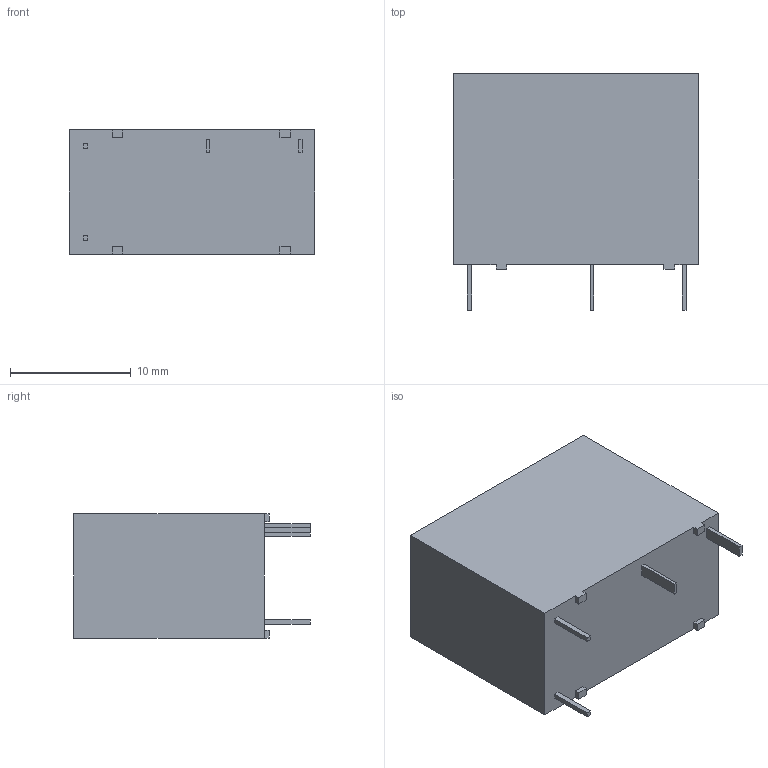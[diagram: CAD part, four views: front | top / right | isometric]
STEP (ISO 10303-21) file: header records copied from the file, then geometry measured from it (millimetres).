
FILE_DESCRIPTION (( 'STEP AP214' ), '1' );
FILE_NAME ('G5Q_EL3.step', '2016-11-24T01:48:31', ( 'OSMC1.0 ' ), ( ' ' ), 'SwSTEP 2.0', 'SolidWorks 2002025', '' );
FILE_SCHEMA (( 'AUTOMOTIVE_DESIGN' ));
Length unit declared in the file: millimetre
Products named in the file (1): G5Q_EL3
Bounding box: 20.3 x 19.6 x 10.3 mm (x, y, z)
Volume: 3300.6 mm3; surface area: 1435.8 mm2
Topology: 1 solids, 1 shells, 56 faces, 138 edges, 92 vertices
Faces by surface type: plane 50, cylinder 6
Entity records: 1877 total; most frequent: CARTESIAN_POINT 287, ORIENTED_EDGE 276, DIRECTION 264, EDGE_CURVE 138, LINE 126, VECTOR 126, VERTEX_POINT 92, AXIS2_PLACEMENT_3D 69
